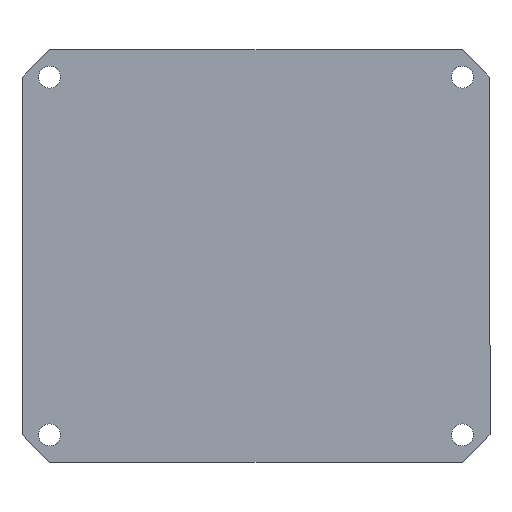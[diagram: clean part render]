
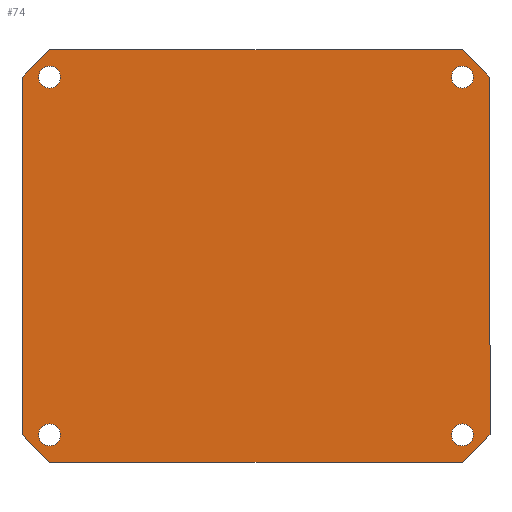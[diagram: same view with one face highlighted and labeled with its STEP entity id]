
A CAD part, top view. The second image highlights one B-rep face of the part: STEP entity #74.
In plain terms, the highlighted planar face has unit normal (0, 0, 1).
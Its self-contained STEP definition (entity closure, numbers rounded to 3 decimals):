
#6 = LINE ( 'NONE', #20, #246 ) ;
#13 = CARTESIAN_POINT ( 'NONE',  ( 107.092, 101.075, 3. ) ) ;
#15 = EDGE_CURVE ( 'NONE', #357, #152, #535, .T. ) ;
#17 = CARTESIAN_POINT ( 'NONE',  ( -52.908, -28.925, 3. ) ) ;
#20 = CARTESIAN_POINT ( 'NONE',  ( -42.908, 111.075, 3. ) ) ;
#28 = DIRECTION ( 'NONE',  ( 0., 0., 1. ) ) ;
#30 = LINE ( 'NONE', #242, #259 ) ;
#37 = CARTESIAN_POINT ( 'NONE',  ( -38.908, -28.925, 3. ) ) ;
#61 = EDGE_CURVE ( 'NONE', #429, #148, #30, .T. ) ;
#64 = FACE_BOUND ( 'NONE', #348, .T. ) ;
#65 = CARTESIAN_POINT ( 'NONE',  ( -42.908, -28.925, 3. ) ) ;
#67 = DIRECTION ( 'NONE',  ( 0.707, -0.707, 0. ) ) ;
#69 = ORIENTED_EDGE ( 'NONE', *, *, #237, .F. ) ;
#71 = VECTOR ( 'NONE', #67, 1000. ) ;
#74 = ADVANCED_FACE ( 'NONE', ( #279, #397, #621, #531, #64 ), #553, .F. ) ;
#85 = CARTESIAN_POINT ( 'NONE',  ( 117.092, 101.075, 3. ) ) ;
#87 = VERTEX_POINT ( 'NONE', #504 ) ;
#100 = VERTEX_POINT ( 'NONE', #602 ) ;
#101 = LINE ( 'NONE', #581, #323 ) ;
#110 = EDGE_CURVE ( 'NONE', #117, #87, #419, .T. ) ;
#113 = AXIS2_PLACEMENT_3D ( 'NONE', #163, #28, #618 ) ;
#114 = VECTOR ( 'NONE', #234, 1000. ) ;
#116 = DIRECTION ( 'NONE',  ( 1., 0., 0. ) ) ;
#117 = VERTEX_POINT ( 'NONE', #548 ) ;
#125 = CARTESIAN_POINT ( 'NONE',  ( -42.908, -38.925, 3. ) ) ;
#132 = EDGE_CURVE ( 'NONE', #460, #595, #216, .T. ) ;
#134 = ORIENTED_EDGE ( 'NONE', *, *, #110, .F. ) ;
#141 = CARTESIAN_POINT ( 'NONE',  ( 111.092, -28.925, 3. ) ) ;
#148 = VERTEX_POINT ( 'NONE', #450 ) ;
#149 = LINE ( 'NONE', #263, #569 ) ;
#150 = EDGE_CURVE ( 'NONE', #287, #427, #570, .T. ) ;
#152 = VERTEX_POINT ( 'NONE', #154 ) ;
#154 = CARTESIAN_POINT ( 'NONE',  ( 103.092, -28.925, 3. ) ) ;
#157 = DIRECTION ( 'NONE',  ( 0., 0., 1. ) ) ;
#162 = AXIS2_PLACEMENT_3D ( 'NONE', #436, #540, #489 ) ;
#163 = CARTESIAN_POINT ( 'NONE',  ( 107.092, -28.925, 3. ) ) ;
#172 = LINE ( 'NONE', #516, #344 ) ;
#176 = EDGE_CURVE ( 'NONE', #576, #429, #6, .T. ) ;
#180 = LINE ( 'NONE', #17, #71 ) ;
#182 = CARTESIAN_POINT ( 'NONE',  ( -42.908, 101.075, 3. ) ) ;
#185 = ORIENTED_EDGE ( 'NONE', *, *, #353, .T. ) ;
#186 = CARTESIAN_POINT ( 'NONE',  ( 117.092, -28.925, 3. ) ) ;
#189 = AXIS2_PLACEMENT_3D ( 'NONE', #318, #371, #116 ) ;
#203 = DIRECTION ( 'NONE',  ( -1., 0., 0. ) ) ;
#208 = EDGE_LOOP ( 'NONE', ( #423, #486 ) ) ;
#216 = LINE ( 'NONE', #346, #446 ) ;
#234 = DIRECTION ( 'NONE',  ( -0.707, 0.707, 0. ) ) ;
#237 = EDGE_CURVE ( 'NONE', #152, #357, #538, .T. ) ;
#242 = CARTESIAN_POINT ( 'NONE',  ( -52.908, 101.075, 3. ) ) ;
#246 = VECTOR ( 'NONE', #301, 1000. ) ;
#251 = CARTESIAN_POINT ( 'NONE',  ( 0., 0., 3. ) ) ;
#252 = DIRECTION ( 'NONE',  ( 0., 1., 0. ) ) ;
#259 = VECTOR ( 'NONE', #507, 1000. ) ;
#260 = DIRECTION ( 'NONE',  ( 1., 0., 0. ) ) ;
#263 = CARTESIAN_POINT ( 'NONE',  ( -42.908, -38.925, 3. ) ) ;
#268 = CIRCLE ( 'NONE', #389, 4. ) ;
#279 = FACE_BOUND ( 'NONE', #438, .T. ) ;
#287 = VERTEX_POINT ( 'NONE', #37 ) ;
#289 = EDGE_CURVE ( 'NONE', #100, #460, #172, .T. ) ;
#291 = VERTEX_POINT ( 'NONE', #125 ) ;
#292 = ORIENTED_EDGE ( 'NONE', *, *, #61, .T. ) ;
#293 = ORIENTED_EDGE ( 'NONE', *, *, #289, .T. ) ;
#300 = EDGE_LOOP ( 'NONE', ( #588, #476 ) ) ;
#301 = DIRECTION ( 'NONE',  ( -1., 0., 0. ) ) ;
#304 = DIRECTION ( 'NONE',  ( 1., 0., 0. ) ) ;
#316 = CARTESIAN_POINT ( 'NONE',  ( -52.908, -28.925, 3. ) ) ;
#317 = EDGE_CURVE ( 'NONE', #427, #287, #373, .T. ) ;
#318 = CARTESIAN_POINT ( 'NONE',  ( -42.908, -28.925, 3. ) ) ;
#323 = VECTOR ( 'NONE', #484, 1000. ) ;
#329 = ORIENTED_EDGE ( 'NONE', *, *, #15, .F. ) ;
#330 = EDGE_CURVE ( 'NONE', #87, #117, #268, .T. ) ;
#344 = VECTOR ( 'NONE', #366, 1000. ) ;
#346 = CARTESIAN_POINT ( 'NONE',  ( 117.092, 101.075, 3. ) ) ;
#348 = EDGE_LOOP ( 'NONE', ( #556, #134 ) ) ;
#353 = EDGE_CURVE ( 'NONE', #595, #576, #591, .T. ) ;
#354 = DIRECTION ( 'NONE',  ( 0., 0., 1. ) ) ;
#357 = VERTEX_POINT ( 'NONE', #141 ) ;
#363 = EDGE_CURVE ( 'NONE', #148, #580, #101, .T. ) ;
#366 = DIRECTION ( 'NONE',  ( 0.707, 0.707, 0. ) ) ;
#371 = DIRECTION ( 'NONE',  ( 0., 0., 1. ) ) ;
#372 = CARTESIAN_POINT ( 'NONE',  ( 107.092, 111.075, 3. ) ) ;
#373 = CIRCLE ( 'NONE', #189, 4. ) ;
#379 = ORIENTED_EDGE ( 'NONE', *, *, #560, .T. ) ;
#382 = CARTESIAN_POINT ( 'NONE',  ( 107.092, 101.075, 3. ) ) ;
#384 = DIRECTION ( 'NONE',  ( 1., 0., 0. ) ) ;
#389 = AXIS2_PLACEMENT_3D ( 'NONE', #382, #433, #384 ) ;
#397 = FACE_BOUND ( 'NONE', #208, .T. ) ;
#401 = DIRECTION ( 'NONE',  ( 0., 0., -1. ) ) ;
#414 = AXIS2_PLACEMENT_3D ( 'NONE', #425, #421, #471 ) ;
#417 = ORIENTED_EDGE ( 'NONE', *, *, #132, .T. ) ;
#419 = CIRCLE ( 'NONE', #577, 4. ) ;
#420 = AXIS2_PLACEMENT_3D ( 'NONE', #251, #401, #203 ) ;
#421 = DIRECTION ( 'NONE',  ( 0., 0., 1. ) ) ;
#423 = ORIENTED_EDGE ( 'NONE', *, *, #439, .F. ) ;
#425 = CARTESIAN_POINT ( 'NONE',  ( -42.908, 101.075, 3. ) ) ;
#427 = VERTEX_POINT ( 'NONE', #479 ) ;
#429 = VERTEX_POINT ( 'NONE', #435 ) ;
#433 = DIRECTION ( 'NONE',  ( 0., 0., 1. ) ) ;
#435 = CARTESIAN_POINT ( 'NONE',  ( -42.908, 111.075, 3. ) ) ;
#436 = CARTESIAN_POINT ( 'NONE',  ( 107.092, -28.925, 3. ) ) ;
#438 = EDGE_LOOP ( 'NONE', ( #69, #329 ) ) ;
#439 = EDGE_CURVE ( 'NONE', #536, #547, #614, .T. ) ;
#446 = VECTOR ( 'NONE', #252, 1000. ) ;
#449 = AXIS2_PLACEMENT_3D ( 'NONE', #65, #157, #304 ) ;
#450 = CARTESIAN_POINT ( 'NONE',  ( -52.908, 101.075, 3. ) ) ;
#458 = ORIENTED_EDGE ( 'NONE', *, *, #459, .T. ) ;
#459 = EDGE_CURVE ( 'NONE', #580, #291, #180, .T. ) ;
#460 = VERTEX_POINT ( 'NONE', #186 ) ;
#471 = DIRECTION ( 'NONE',  ( 1., 0., 0. ) ) ;
#474 = CARTESIAN_POINT ( 'NONE',  ( 107.092, 111.075, 3. ) ) ;
#476 = ORIENTED_EDGE ( 'NONE', *, *, #150, .F. ) ;
#479 = CARTESIAN_POINT ( 'NONE',  ( -46.908, -28.925, 3. ) ) ;
#484 = DIRECTION ( 'NONE',  ( 0., -1., 0. ) ) ;
#486 = ORIENTED_EDGE ( 'NONE', *, *, #567, .F. ) ;
#489 = DIRECTION ( 'NONE',  ( 1., 0., 0. ) ) ;
#491 = DIRECTION ( 'NONE',  ( 1., 0., 0. ) ) ;
#501 = EDGE_LOOP ( 'NONE', ( #549, #292, #518, #458, #379, #293, #417, #185 ) ) ;
#504 = CARTESIAN_POINT ( 'NONE',  ( 103.092, 101.075, 3. ) ) ;
#507 = DIRECTION ( 'NONE',  ( -0.707, -0.707, 0. ) ) ;
#516 = CARTESIAN_POINT ( 'NONE',  ( 107.092, -38.925, 3. ) ) ;
#518 = ORIENTED_EDGE ( 'NONE', *, *, #363, .T. ) ;
#531 = FACE_BOUND ( 'NONE', #300, .T. ) ;
#535 = CIRCLE ( 'NONE', #162, 4. ) ;
#536 = VERTEX_POINT ( 'NONE', #606 ) ;
#538 = CIRCLE ( 'NONE', #113, 4. ) ;
#540 = DIRECTION ( 'NONE',  ( 0., 0., 1. ) ) ;
#547 = VERTEX_POINT ( 'NONE', #610 ) ;
#548 = CARTESIAN_POINT ( 'NONE',  ( 111.092, 101.075, 3. ) ) ;
#549 = ORIENTED_EDGE ( 'NONE', *, *, #176, .T. ) ;
#552 = AXIS2_PLACEMENT_3D ( 'NONE', #182, #583, #491 ) ;
#553 = PLANE ( 'NONE',  #420 ) ;
#556 = ORIENTED_EDGE ( 'NONE', *, *, #330, .F. ) ;
#560 = EDGE_CURVE ( 'NONE', #291, #100, #149, .T. ) ;
#567 = EDGE_CURVE ( 'NONE', #547, #536, #597, .T. ) ;
#569 = VECTOR ( 'NONE', #260, 1000. ) ;
#570 = CIRCLE ( 'NONE', #449, 4. ) ;
#576 = VERTEX_POINT ( 'NONE', #372 ) ;
#577 = AXIS2_PLACEMENT_3D ( 'NONE', #13, #354, #599 ) ;
#580 = VERTEX_POINT ( 'NONE', #316 ) ;
#581 = CARTESIAN_POINT ( 'NONE',  ( -52.908, 101.075, 3. ) ) ;
#583 = DIRECTION ( 'NONE',  ( 0., 0., 1. ) ) ;
#588 = ORIENTED_EDGE ( 'NONE', *, *, #317, .F. ) ;
#591 = LINE ( 'NONE', #474, #114 ) ;
#595 = VERTEX_POINT ( 'NONE', #85 ) ;
#597 = CIRCLE ( 'NONE', #414, 4. ) ;
#599 = DIRECTION ( 'NONE',  ( 1., 0., 0. ) ) ;
#602 = CARTESIAN_POINT ( 'NONE',  ( 107.092, -38.925, 3. ) ) ;
#606 = CARTESIAN_POINT ( 'NONE',  ( -46.908, 101.075, 3. ) ) ;
#610 = CARTESIAN_POINT ( 'NONE',  ( -38.908, 101.075, 3. ) ) ;
#614 = CIRCLE ( 'NONE', #552, 4. ) ;
#618 = DIRECTION ( 'NONE',  ( 1., 0., 0. ) ) ;
#621 = FACE_OUTER_BOUND ( 'NONE', #501, .T. ) ;
